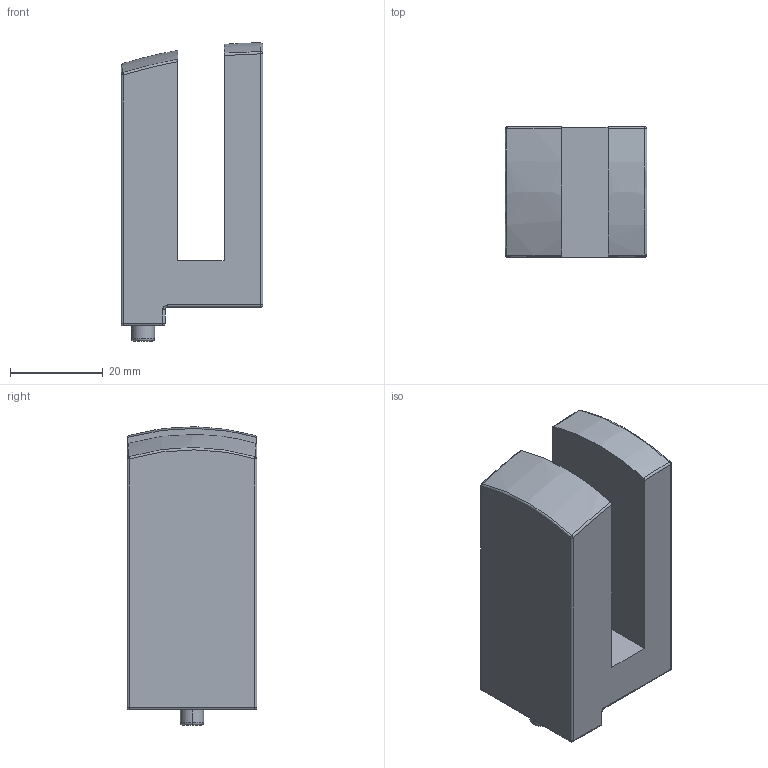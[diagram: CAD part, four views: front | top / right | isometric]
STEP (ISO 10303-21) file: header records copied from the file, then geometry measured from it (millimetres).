
FILE_DESCRIPTION(('CATIA V5 STEP Exchange'),'2;1');
FILE_NAME('guide vitre douche.stp','2020-07-22T19:48:26+00:00',('none'),('none'),'CATIA Version 5 Release 19 SP 2 (IN-10)','CATIA V5 STEP AP203','none');
FILE_SCHEMA(('CONFIG_CONTROL_DESIGN'));
Length unit declared in the file: millimetre
Products named in the file (1): guide vitre douche
Bounding box: 30.6 x 28 x 64.29 mm (x, y, z)
Volume: 35348.8 mm3; surface area: 9935.4 mm2
Topology: 1 solids, 1 shells, 49 faces, 112 edges, 56 vertices
Faces by surface type: cylinder 16, plane 11, sphere 10, bspline 8, torus 4
Entity records: 1674 total; most frequent: CARTESIAN_POINT 688, ORIENTED_EDGE 204, DIRECTION 158, EDGE_CURVE 102, AXIS2_PLACEMENT_3D 81, VERTEX_POINT 56, EDGE_LOOP 50, ADVANCED_FACE 49
